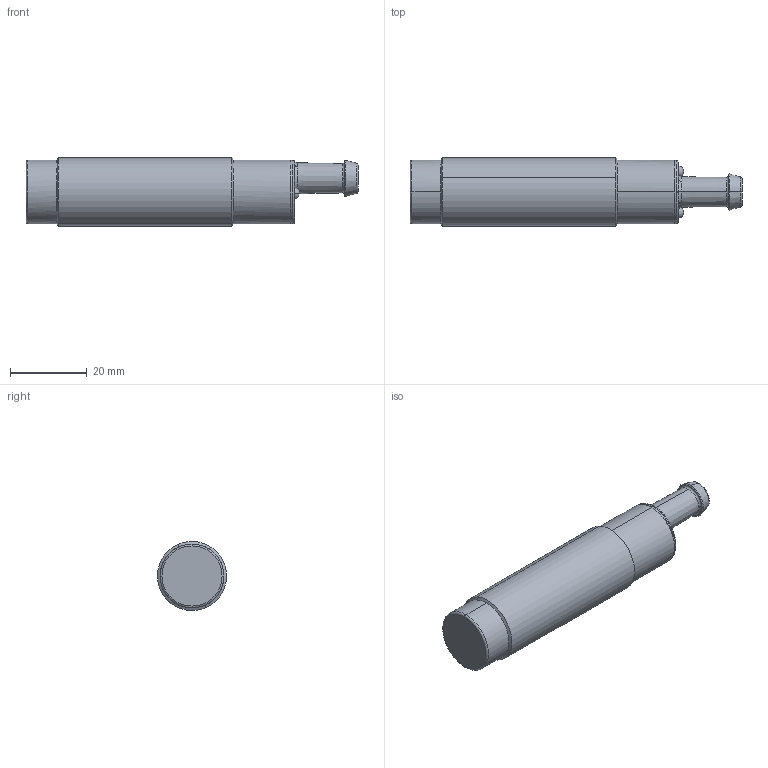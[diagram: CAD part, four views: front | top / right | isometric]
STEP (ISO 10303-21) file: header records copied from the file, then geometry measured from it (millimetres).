
FILE_DESCRIPTION((''),'2;1');
FILE_NAME('ASM0005_ASM','2014-10-10T',('msj'),(''),'PRO/ENGINEER BY PARAMETRIC TECHNOLOGY CORPORATION, 2009440','PRO/ENGINEER BY PARAMETRIC TECHNOLOGY CORPORATION, 2009440','');
FILE_SCHEMA(('CONFIG_CONTROL_DESIGN'));
Length unit declared in the file: millimetre
Products named in the file (3): PRT0012; ASM0006_ASM; ASM0005_ASM
Assembly tree (2 placements, depth 3):
  ASM0005_ASM
    ASM0006_ASM
      PRT0012
Bounding box: 86.4 x 17.94 x 17.94 mm (x, y, z)
Volume: 17288.7 mm3; surface area: 5074.4 mm2
Topology: 1 solids, 1 shells, 78 faces, 196 edges, 125 vertices
Faces by surface type: plane 18, cylinder 16, bspline 16, cone 12, torus 10, sphere 4, revolution 2
Entity records: 3459 total; most frequent: CARTESIAN_POINT 1597, ORIENTED_EDGE 384, DIRECTION 356, EDGE_CURVE 192, AXIS2_PLACEMENT_3D 153, VERTEX_POINT 125, EDGE_LOOP 87, CIRCLE 87
